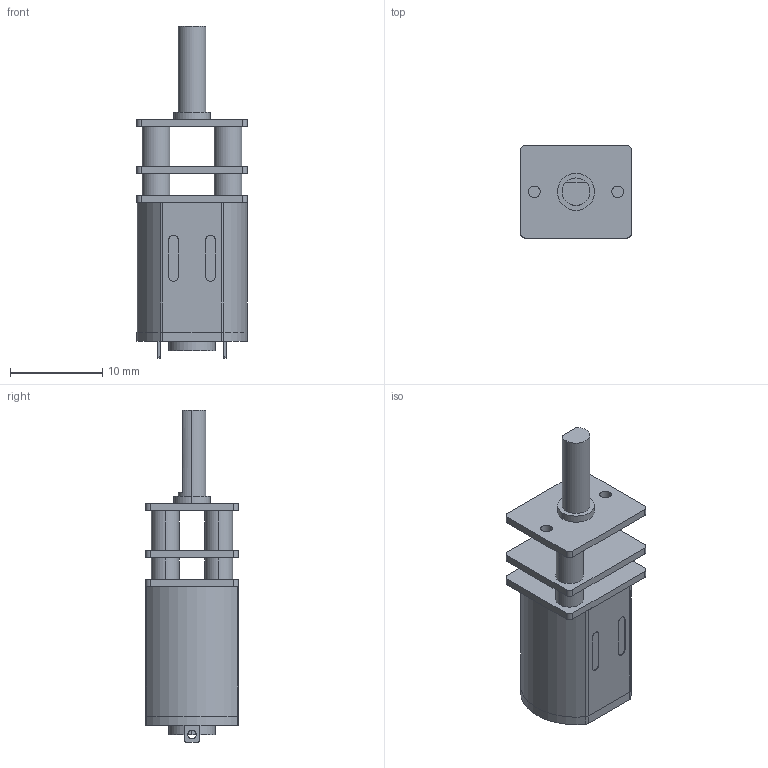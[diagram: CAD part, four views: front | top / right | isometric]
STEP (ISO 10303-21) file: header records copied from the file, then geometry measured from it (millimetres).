
FILE_DESCRIPTION (( 'STEP AP214' ), '1' );
FILE_NAME ('Micro Metal Gear Motor.STEP', '2018-12-07T19:11:55', ( '' ), ( '' ), 'SwSTEP 2.0', 'SolidWorks 2018', '' );
FILE_SCHEMA (( 'AUTOMOTIVE_DESIGN' ));
Length unit declared in the file: millimetre
Products named in the file (1): Micro Metal Gear Motor
Bounding box: 12 x 10 x 35.9 mm (x, y, z)
Volume: 2026.2 mm3; surface area: 2120.9 mm2
Topology: 12 solids, 12 shells, 129 faces, 294 edges, 196 vertices
Faces by surface type: plane 66, cylinder 63
Entity records: 3880 total; most frequent: DIRECTION 682, CARTESIAN_POINT 620, ORIENTED_EDGE 588, EDGE_CURVE 294, AXIS2_PLACEMENT_3D 258, VERTEX_POINT 196, LINE 166, VECTOR 166
